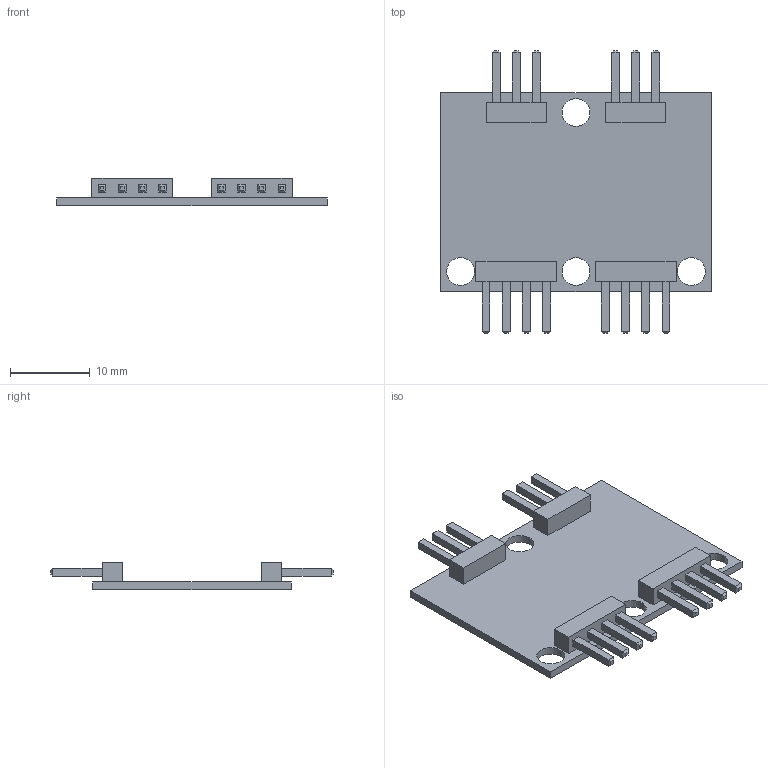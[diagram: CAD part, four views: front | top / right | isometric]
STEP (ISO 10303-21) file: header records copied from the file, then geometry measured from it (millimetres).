
FILE_DESCRIPTION(('FreeCAD Model'),'2;1');
FILE_NAME('feetech_2ch_board.step','2020-01-29T23:09:59',( 'Author'),(''),'Open CASCADE STEP processor 7.3','FreeCAD','Unknown' );
FILE_SCHEMA(('AUTOMOTIVE_DESIGN { 1 0 10303 214 1 1 1 1 }'));
Length unit declared in the file: millimetre
Products named in the file (1): feetech
Bounding box: 34 x 35.54 x 3.5 mm (x, y, z)
Volume: 1125.5 mm3; surface area: 2574.4 mm2
Topology: 19 solids, 19 shells, 178 faces, 1092 edges, 3136 vertices
Faces by surface type: plane 170, cylinder 8
Entity records: 18460 total; most frequent: CARTESIAN_POINT 5415, DIRECTION 1946, LINE 1476, VECTOR 1476, GEOMETRIC_CURVE_SET 729, ORIENTED_EDGE 728, PCURVE 728, DEFINITIONAL_REPRESENTATION 728
